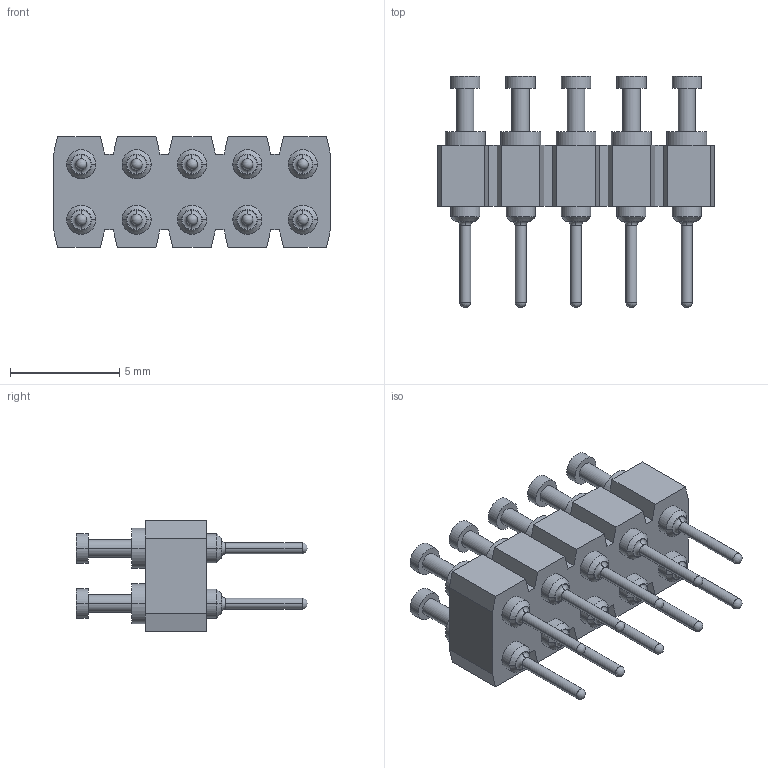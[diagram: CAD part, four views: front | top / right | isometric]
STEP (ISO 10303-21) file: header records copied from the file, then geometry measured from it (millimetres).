
FILE_DESCRIPTION(('STEP AP214'),'1');
FILE_NAME('pcb_connector_470-10-210-00-001101.stp','2015-02-26T21:42:45',('TraceParts'),('TraceParts S.A.'),'XStep 1.0',' ',' ');
FILE_SCHEMA(('automotive_design'));
Length unit declared in the file: millimetre
Products named in the file (1): 1
Bounding box: 12.7 x 10.6 x 5.08 mm (x, y, z)
Volume: 219.8 mm3; surface area: 456.5 mm2
Topology: 1 solids, 1 shells, 252 faces, 610 edges, 390 vertices
Faces by surface type: cylinder 100, plane 82, torus 40, cone 20, sphere 10
Entity records: 14316 total; most frequent: DIRECTION 1446, CARTESIAN_POINT 1233, STYLED_ITEM 1232, PRESENTATION_STYLE_ASSIGNMENT 1232, COLOUR_RGB 1232, ORIENTED_EDGE 1180, AXIS2_PLACEMENT_3D 603, EDGE_CURVE 590
